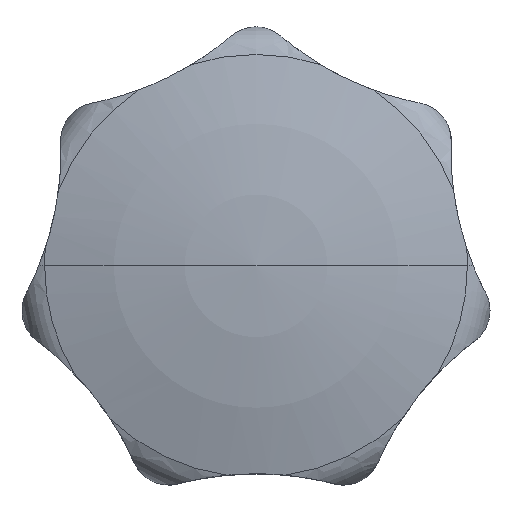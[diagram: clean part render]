
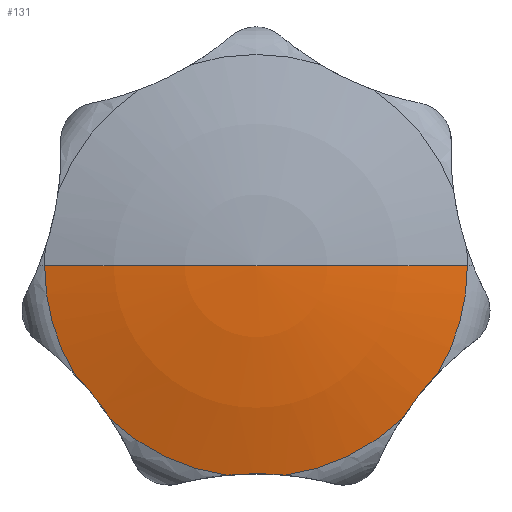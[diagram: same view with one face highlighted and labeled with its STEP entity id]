
A CAD part, top view. The second image highlights one B-rep face of the part: STEP entity #131.
In plain terms, the highlighted spherical face has radius 40 mm.
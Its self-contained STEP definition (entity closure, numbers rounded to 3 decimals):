
#131=ADVANCED_FACE('',(#259),#260,.T.);
#259=FACE_OUTER_BOUND('',#383,.T.);
#260=SPHERICAL_SURFACE('',#384,40.);
#383=EDGE_LOOP('',(#739,#740,#741,#742,#743,#744,#745,#746,#747));
#384=AXIS2_PLACEMENT_3D('',#748,#749,#750);
#739=ORIENTED_EDGE('',*,*,#783,.F.);
#740=ORIENTED_EDGE('',*,*,#781,.T.);
#741=ORIENTED_EDGE('',*,*,#855,.T.);
#742=ORIENTED_EDGE('',*,*,#920,.T.);
#743=ORIENTED_EDGE('',*,*,#864,.T.);
#744=ORIENTED_EDGE('',*,*,#917,.T.);
#745=ORIENTED_EDGE('',*,*,#872,.T.);
#746=ORIENTED_EDGE('',*,*,#796,.T.);
#747=ORIENTED_EDGE('',*,*,#784,.F.);
#748=CARTESIAN_POINT('',(0.,0.,-24.));
#749=DIRECTION('',(0.,0.,1.0));
#750=DIRECTION('',(-1.0,0.,0.0));
#781=EDGE_CURVE('',#928,#936,#938,.T.);
#783=EDGE_CURVE('',#928,#940,#941,.T.);
#784=EDGE_CURVE('',#940,#942,#943,.T.);
#796=EDGE_CURVE('',#964,#942,#965,.T.);
#855=EDGE_CURVE('',#936,#1060,#1062,.T.);
#864=EDGE_CURVE('',#1070,#1074,#1076,.T.);
#872=EDGE_CURVE('',#1084,#964,#1087,.T.);
#917=EDGE_CURVE('',#1074,#1084,#1146,.T.);
#920=EDGE_CURVE('',#1060,#1070,#1149,.T.);
#928=VERTEX_POINT('',#1157);
#936=VERTEX_POINT('',#1186);
#938=CIRCLE('',#1193,11.053);
#940=VERTEX_POINT('',#1195);
#941=CIRCLE('',#1196,40.);
#942=VERTEX_POINT('',#1197);
#943=CIRCLE('',#1198,40.);
#964=VERTEX_POINT('',#1239);
#965=CIRCLE('',#1240,11.053);
#1060=VERTEX_POINT('',#1526);
#1062=B_SPLINE_CURVE_WITH_KNOTS('',3,(#1535,#1536,#1537,#1538,#1539,#1540),.UNSPECIFIED.,.F.,.F.,(4,2,4),(29.265,30.782,32.299),.UNSPECIFIED.);
#1070=VERTEX_POINT('',#1563);
#1074=VERTEX_POINT('',#1575);
#1076=B_SPLINE_CURVE_WITH_KNOTS('',3,(#1584,#1585,#1586,#1587,#1588,#1589),.UNSPECIFIED.,.F.,.F.,(4,2,4),(29.265,30.782,32.299),.UNSPECIFIED.);
#1084=VERTEX_POINT('',#1612);
#1087=B_SPLINE_CURVE_WITH_KNOTS('',3,(#1621,#1622,#1623,#1624,#1625,#1626),.UNSPECIFIED.,.F.,.F.,(4,2,4),(29.265,30.782,32.299),.UNSPECIFIED.);
#1146=CIRCLE('',#1876,11.053);
#1149=CIRCLE('',#1879,11.053);
#1157=CARTESIAN_POINT('',(-11.053,0.,14.443));
#1186=CARTESIAN_POINT('',(-9.509,-5.633,14.443));
#1193=AXIS2_PLACEMENT_3D('',#1888,#1889,#1890);
#1195=CARTESIAN_POINT('',(0.,0.,16.));
#1196=AXIS2_PLACEMENT_3D('',#1891,#1892,#1893);
#1197=CARTESIAN_POINT('',(11.053,0.,14.443));
#1198=AXIS2_PLACEMENT_3D('',#1894,#1895,#1896);
#1239=CARTESIAN_POINT('',(9.509,-5.633,14.443));
#1240=AXIS2_PLACEMENT_3D('',#1915,#1916,#1917);
#1526=CARTESIAN_POINT('',(-7.608,-8.018,14.443));
#1535=CARTESIAN_POINT('',(-9.509,-5.633,14.443));
#1536=CARTESIAN_POINT('',(-9.154,-6.001,14.477));
#1537=CARTESIAN_POINT('',(-8.817,-6.385,14.494));
#1538=CARTESIAN_POINT('',(-8.186,-7.175,14.494));
#1539=CARTESIAN_POINT('',(-7.887,-7.589,14.477));
#1540=CARTESIAN_POINT('',(-7.608,-8.018,14.443));
#1563=CARTESIAN_POINT('',(-1.525,-10.947,14.443));
#1575=CARTESIAN_POINT('',(1.525,-10.947,14.443));
#1584=CARTESIAN_POINT('',(-1.525,-10.947,14.443));
#1585=CARTESIAN_POINT('',(-1.015,-10.898,14.477));
#1586=CARTESIAN_POINT('',(-0.506,-10.874,14.494));
#1587=CARTESIAN_POINT('',(0.506,-10.874,14.494));
#1588=CARTESIAN_POINT('',(1.015,-10.898,14.477));
#1589=CARTESIAN_POINT('',(1.525,-10.947,14.443));
#1612=CARTESIAN_POINT('',(7.608,-8.018,14.443));
#1621=CARTESIAN_POINT('',(7.608,-8.018,14.443));
#1622=CARTESIAN_POINT('',(7.887,-7.589,14.477));
#1623=CARTESIAN_POINT('',(8.186,-7.175,14.494));
#1624=CARTESIAN_POINT('',(8.817,-6.385,14.494));
#1625=CARTESIAN_POINT('',(9.154,-6.001,14.477));
#1626=CARTESIAN_POINT('',(9.509,-5.633,14.443));
#1876=AXIS2_PLACEMENT_3D('',#1989,#1990,#1991);
#1879=AXIS2_PLACEMENT_3D('',#1992,#1993,#1994);
#1888=CARTESIAN_POINT('',(0.,0.,14.443));
#1889=DIRECTION('',(0.,0.,1.0));
#1890=DIRECTION('',(1.0,0.,0.));
#1891=CARTESIAN_POINT('',(0.,0.,-24.));
#1892=DIRECTION('',(0.,1.0,0.));
#1893=DIRECTION('',(0.0,0.,-1.0));
#1894=CARTESIAN_POINT('',(0.,0.,-24.));
#1895=DIRECTION('',(0.,1.0,0.));
#1896=DIRECTION('',(0.0,0.,-1.0));
#1915=CARTESIAN_POINT('',(0.,0.,14.443));
#1916=DIRECTION('',(0.,0.,1.0));
#1917=DIRECTION('',(1.0,0.,0.));
#1989=CARTESIAN_POINT('',(0.,0.,14.443));
#1990=DIRECTION('',(0.,0.,1.0));
#1991=DIRECTION('',(1.0,0.,0.));
#1992=CARTESIAN_POINT('',(0.,0.,14.443));
#1993=DIRECTION('',(0.,0.,1.0));
#1994=DIRECTION('',(1.0,0.,0.));
